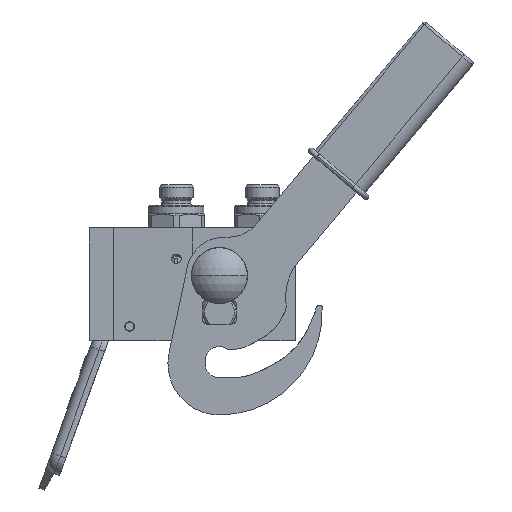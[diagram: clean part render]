
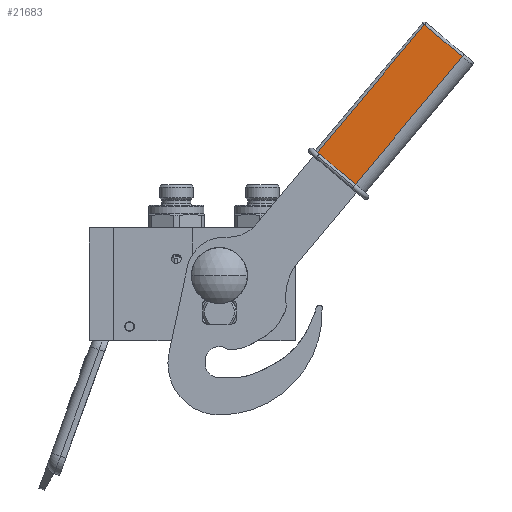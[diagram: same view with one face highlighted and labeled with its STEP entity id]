
A CAD part, front view. The second image highlights one B-rep face of the part: STEP entity #21683.
In plain terms, the highlighted face is planar.
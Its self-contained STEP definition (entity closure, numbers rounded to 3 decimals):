
#2407 = VECTOR ( 'NONE', #38212, 1000. ) ;
#3948 = ORIENTED_EDGE ( 'NONE', *, *, #50742, .T. ) ;
#6240 = CARTESIAN_POINT ( 'NONE',  ( 8., 92., 16. ) ) ;
#8441 = DIRECTION ( 'NONE',  ( 1., 0., 0. ) ) ;
#8781 = CARTESIAN_POINT ( 'NONE',  ( 8., 92., -10.5 ) ) ;
#11837 = EDGE_CURVE ( 'NONE', #29352, #114997, #21224, .T. ) ;
#12268 = VECTOR ( 'NONE', #79192, 1000. ) ;
#14230 = LINE ( 'NONE', #46492, #50527 ) ;
#14950 = CARTESIAN_POINT ( 'NONE',  ( 8., 3., -10.5 ) ) ;
#21224 = LINE ( 'NONE', #47490, #2407 ) ;
#21683 = ADVANCED_FACE ( 'NONE', ( #84391 ), #100831, .T. ) ;
#23289 = VERTEX_POINT ( 'NONE', #80755 ) ;
#23292 = ORIENTED_EDGE ( 'NONE', *, *, #68595, .F. ) ;
#27499 = DIRECTION ( 'NONE',  ( 0., 0., -1. ) ) ;
#29352 = VERTEX_POINT ( 'NONE', #51928 ) ;
#29762 = ORIENTED_EDGE ( 'NONE', *, *, #11837, .T. ) ;
#33622 = EDGE_CURVE ( 'NONE', #114997, #61311, #14230, .T. ) ;
#38212 = DIRECTION ( 'NONE',  ( 0., 0., -1. ) ) ;
#46492 = CARTESIAN_POINT ( 'NONE',  ( 8., 3., -10.5 ) ) ;
#47490 = CARTESIAN_POINT ( 'NONE',  ( 8., 3., 16. ) ) ;
#50527 = VECTOR ( 'NONE', #74811, 1000. ) ;
#50742 = EDGE_CURVE ( 'NONE', #23289, #29352, #102171, .T. ) ;
#51928 = CARTESIAN_POINT ( 'NONE',  ( 8., 3., 16. ) ) ;
#61311 = VERTEX_POINT ( 'NONE', #8781 ) ;
#68595 = EDGE_CURVE ( 'NONE', #23289, #61311, #108666, .T. ) ;
#73690 = CARTESIAN_POINT ( 'NONE',  ( 8., 0., 17.5 ) ) ;
#74811 = DIRECTION ( 'NONE',  ( 0., 1., 0. ) ) ;
#79192 = DIRECTION ( 'NONE',  ( 0., -1., 0. ) ) ;
#80755 = CARTESIAN_POINT ( 'NONE',  ( 8., 92., 16. ) ) ;
#84391 = FACE_OUTER_BOUND ( 'NONE', #95655, .T. ) ;
#95655 = EDGE_LOOP ( 'NONE', ( #23292, #3948, #29762, #112968 ) ) ;
#100831 = PLANE ( 'NONE',  #109233 ) ;
#101380 = VECTOR ( 'NONE', #102019, 1000. ) ;
#102019 = DIRECTION ( 'NONE',  ( 0., 0., -1. ) ) ;
#102171 = LINE ( 'NONE', #6240, #12268 ) ;
#108666 = LINE ( 'NONE', #111713, #101380 ) ;
#109233 = AXIS2_PLACEMENT_3D ( 'NONE', #73690, #8441, #27499 ) ;
#111713 = CARTESIAN_POINT ( 'NONE',  ( 8., 92., 16. ) ) ;
#112968 = ORIENTED_EDGE ( 'NONE', *, *, #33622, .T. ) ;
#114997 = VERTEX_POINT ( 'NONE', #14950 ) ;
